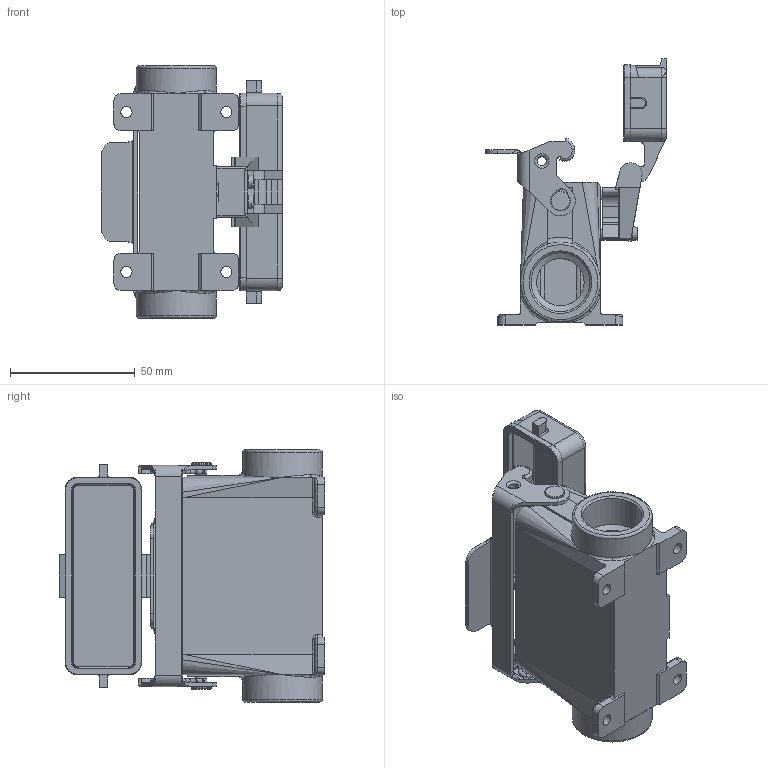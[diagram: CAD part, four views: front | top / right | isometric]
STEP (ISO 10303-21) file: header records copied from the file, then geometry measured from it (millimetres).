
FILE_DESCRIPTION(/* description */ (''),/* implementation_level */ '2;1');
FILE_NAME(/* name */ 'C146_10N025_806_2.stp',/* time_stamp */ '2018-08-31T15:23:23+02:00',/* author */ (''),/* organization */ (''),/* preprocessor_version */ 'ST-DEVELOPER v16',/* originating_system */ 'SIEMENS PLM Software NX 11.0',/* authorisation */ '');
FILE_SCHEMA (('AUTOMOTIVE_DESIGN { 1 0 10303 214 3 1 1 1 }'));
Length unit declared in the file: millimetre
Products named in the file (1): c3d-c146 10n025 806 2nxm001-01
Bounding box: 72.5 x 106.4 x 101 mm (x, y, z)
Volume: 81464.8 mm3; surface area: 55893.6 mm2
Topology: 1 solids, 2 shells, 736 faces, 1952 edges, 1214 vertices
Faces by surface type: plane 319, cylinder 214, bspline 141, cone 33, torus 24, sphere 3, extrusion 2
Full cylindrical faces by diameter (mm): 1.5 x2, 2.6 x2, 2.65 x4, 2.8 x2, 2.85 x6, 3 x4, 3.8 x2, 4 x3, 4.5 x6, 4.9 x2, 5.5 x2, 8 x2, 14.5 x1, 18.5 x2, 19 x1, 23.539 x1, 32 x2
Entity records: 29535 total; most frequent: CARTESIAN_POINT 8560, ORIENTED_EDGE 3582, DIRECTION 3347, EDGE_CURVE 1791, AXIS2_PLACEMENT_3D 1234, VERTEX_POINT 1176, EDGE_LOOP 883, VECTOR 879
